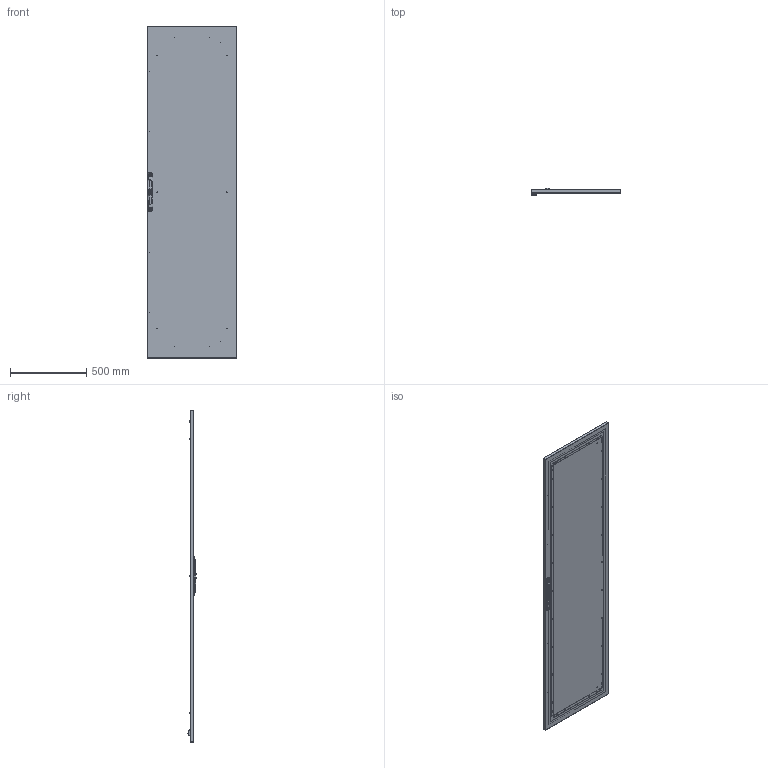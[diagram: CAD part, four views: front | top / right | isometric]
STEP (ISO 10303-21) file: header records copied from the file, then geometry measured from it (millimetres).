
FILE_DESCRIPTION (( 'STEP AP214' ), '1' );
FILE_NAME ('DBE226.STEP', '2025-10-14T11:14:56', ( '' ), ( '' ), 'SwSTEP 2.0', 'SolidWorks 2024', '' );
FILE_SCHEMA (( 'AUTOMOTIVE_DESIGN' ));
Length unit declared in the file: millimetre
Products named in the file (1): DBE226
Bounding box: 592 x 53.07 x 2184 mm (x, y, z)
Volume: 3841066.4 mm3; surface area: 3448347.1 mm2
Topology: 1 solids, 1 shells, 1529 faces, 4726 edges, 3255 vertices
Faces by surface type: plane 556, cylinder 457, cone 259, torus 139, bspline 117, sphere 1
Full cylindrical faces by diameter (mm): 1 x18, 3.4 x2, 4.25 x175, 4.3 x2, 4.5 x2, 4.917 x10, 5 x1, 5.2 x2, 6 x14, 7 x12, 7.2 x10, 9 x44, 10 x1, 15 x1
Entity records: 66666 total; most frequent: CARTESIAN_POINT 29762, ORIENTED_EDGE 8048, DIRECTION 6348, EDGE_CURVE 4024, VERTEX_POINT 2929, AXIS2_PLACEMENT_3D 2574, EDGE_LOOP 2429, FACE_OUTER_BOUND 1814
